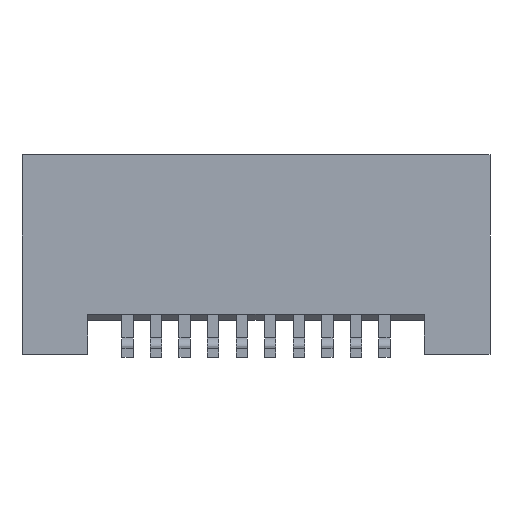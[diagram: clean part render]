
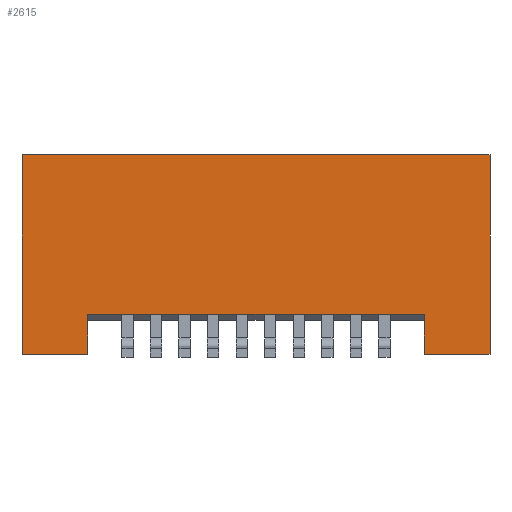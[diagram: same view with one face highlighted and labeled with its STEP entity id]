
A CAD part, front view. The second image highlights one B-rep face of the part: STEP entity #2615.
In plain terms, the highlighted planar face has unit normal (0, -1, 0).
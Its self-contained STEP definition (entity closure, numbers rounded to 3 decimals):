
#2535 = ORIENTED_EDGE ( 'NONE', *, *, #2610, .F. ) ;
#2574 = VERTEX_POINT ( 'NONE', #6454 ) ;
#2576 = EDGE_CURVE ( 'NONE', #2574, #2656, #6453, .T. ) ;
#2593 = ORIENTED_EDGE ( 'NONE', *, *, #2594, .F. ) ;
#2594 = EDGE_CURVE ( 'NONE', #2596, #2653, #6484, .T. ) ;
#2595 = ORIENTED_EDGE ( 'NONE', *, *, #2655, .T. ) ;
#2596 = VERTEX_POINT ( 'NONE', #6480 ) ;
#2597 = EDGE_CURVE ( 'NONE', #2598, #2602, #6479, .T. ) ;
#2598 = VERTEX_POINT ( 'NONE', #6475 ) ;
#2599 = VERTEX_POINT ( 'NONE', #6474 ) ;
#2600 = ORIENTED_EDGE ( 'NONE', *, *, #2605, .F. ) ;
#2601 = ORIENTED_EDGE ( 'NONE', *, *, #2608, .T. ) ;
#2602 = VERTEX_POINT ( 'NONE', #6473 ) ;
#2603 = ORIENTED_EDGE ( 'NONE', *, *, #2604, .T. ) ;
#2604 = EDGE_CURVE ( 'NONE', #2609, #2599, #6472, .T. ) ;
#2605 = EDGE_CURVE ( 'NONE', #2574, #2599, #6468, .T. ) ;
#2606 = ORIENTED_EDGE ( 'NONE', *, *, #2597, .F. ) ;
#2607 = ORIENTED_EDGE ( 'NONE', *, *, #2576, .T. ) ;
#2608 = EDGE_CURVE ( 'NONE', #2598, #2609, #6464, .T. ) ;
#2609 = VERTEX_POINT ( 'NONE', #6460 ) ;
#2610 = EDGE_CURVE ( 'NONE', #2602, #2596, #6524, .T. ) ;
#2612 = EDGE_LOOP ( 'NONE', ( #2535, #2606, #2601, #2603, #2600, #2607, #2595, #2593 ) ) ;
#2615 = ADVANCED_FACE ( 'NONE', ( #6516 ), #6515, .T. ) ;
#2653 = VERTEX_POINT ( 'NONE', #6571 ) ;
#2655 = EDGE_CURVE ( 'NONE', #2656, #2653, #6570, .T. ) ;
#2656 = VERTEX_POINT ( 'NONE', #6566 ) ;
#6450 = DIRECTION ( 'NONE',  ( -1., 0., 0. ) ) ;
#6451 = VECTOR ( 'NONE', #6450, 1000. ) ;
#6452 = CARTESIAN_POINT ( 'NONE',  ( -2.25, -2.3, 3.55 ) ) ;
#6453 = LINE ( 'NONE', #6452, #6451 ) ;
#6454 = CARTESIAN_POINT ( 'NONE',  ( 4.1, -2.3, 3.55 ) ) ;
#6460 = CARTESIAN_POINT ( 'NONE',  ( 2.95, -2.3, 0.05 ) ) ;
#6461 = DIRECTION ( 'NONE',  ( 0., 0., -1. ) ) ;
#6462 = VECTOR ( 'NONE', #6461, 1000. ) ;
#6463 = CARTESIAN_POINT ( 'NONE',  ( 2.95, -2.3, 0.75 ) ) ;
#6464 = LINE ( 'NONE', #6463, #6462 ) ;
#6465 = DIRECTION ( 'NONE',  ( 0., 0., -1. ) ) ;
#6466 = VECTOR ( 'NONE', #6465, 1000. ) ;
#6467 = CARTESIAN_POINT ( 'NONE',  ( 4.1, -2.3, 3.55 ) ) ;
#6468 = LINE ( 'NONE', #6467, #6466 ) ;
#6469 = DIRECTION ( 'NONE',  ( 1., 0., 0. ) ) ;
#6470 = VECTOR ( 'NONE', #6469, 1000. ) ;
#6471 = CARTESIAN_POINT ( 'NONE',  ( 2.25, -2.3, 0.05 ) ) ;
#6472 = LINE ( 'NONE', #6471, #6470 ) ;
#6473 = CARTESIAN_POINT ( 'NONE',  ( -2.95, -2.3, 0.75 ) ) ;
#6474 = CARTESIAN_POINT ( 'NONE',  ( 4.1, -2.3, 0.05 ) ) ;
#6475 = CARTESIAN_POINT ( 'NONE',  ( 2.95, -2.3, 0.75 ) ) ;
#6476 = DIRECTION ( 'NONE',  ( -1., 0., 0. ) ) ;
#6477 = VECTOR ( 'NONE', #6476, 1000. ) ;
#6478 = CARTESIAN_POINT ( 'NONE',  ( -2.25, -2.3, 0.75 ) ) ;
#6479 = LINE ( 'NONE', #6478, #6477 ) ;
#6480 = CARTESIAN_POINT ( 'NONE',  ( -2.95, -2.3, 0.05 ) ) ;
#6481 = DIRECTION ( 'NONE',  ( -1., 0., 0. ) ) ;
#6482 = VECTOR ( 'NONE', #6481, 1000. ) ;
#6483 = CARTESIAN_POINT ( 'NONE',  ( -2.25, -2.3, 0.05 ) ) ;
#6484 = LINE ( 'NONE', #6483, #6482 ) ;
#6511 = DIRECTION ( 'NONE',  ( 1., 0., 0. ) ) ;
#6512 = DIRECTION ( 'NONE',  ( 0., -1., 0. ) ) ;
#6513 = CARTESIAN_POINT ( 'NONE',  ( -2.25, -2.3, 3.55 ) ) ;
#6514 = AXIS2_PLACEMENT_3D ( 'NONE', #6513, #6512, #6511 ) ;
#6515 = PLANE ( 'NONE',  #6514 ) ;
#6516 = FACE_OUTER_BOUND ( 'NONE', #2612, .T. ) ;
#6521 = DIRECTION ( 'NONE',  ( 0., 0., -1. ) ) ;
#6522 = VECTOR ( 'NONE', #6521, 1000. ) ;
#6523 = CARTESIAN_POINT ( 'NONE',  ( -2.95, -2.3, 0.75 ) ) ;
#6524 = LINE ( 'NONE', #6523, #6522 ) ;
#6566 = CARTESIAN_POINT ( 'NONE',  ( -4.1, -2.3, 3.55 ) ) ;
#6567 = DIRECTION ( 'NONE',  ( 0., 0., -1. ) ) ;
#6568 = VECTOR ( 'NONE', #6567, 1000. ) ;
#6569 = CARTESIAN_POINT ( 'NONE',  ( -4.1, -2.3, 3.55 ) ) ;
#6570 = LINE ( 'NONE', #6569, #6568 ) ;
#6571 = CARTESIAN_POINT ( 'NONE',  ( -4.1, -2.3, 0.05 ) ) ;
